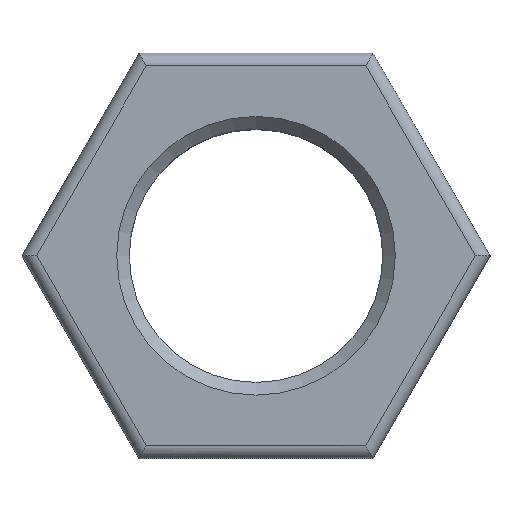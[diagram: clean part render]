
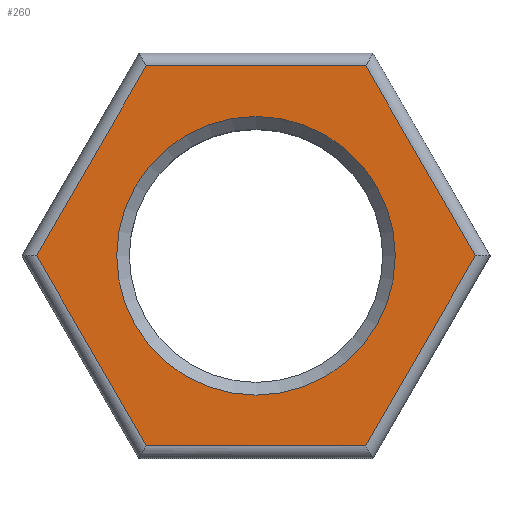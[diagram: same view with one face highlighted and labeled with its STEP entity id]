
A CAD part, top view. The second image highlights one B-rep face of the part: STEP entity #260.
In plain terms, the highlighted planar face has unit normal (0, 0, 1).
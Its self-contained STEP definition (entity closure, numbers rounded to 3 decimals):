
#173=CARTESIAN_POINT('',(-2.75,0.,5.));
#174=VERTEX_POINT('',#173);
#181=CARTESIAN_POINT('',(2.75,0.,5.));
#182=VERTEX_POINT('',#181);
#183=CARTESIAN_POINT('',(0.,0.,5.));
#184=DIRECTION('',(1.,0.,0.));
#185=DIRECTION('',(0.,0.,1.));
#186=AXIS2_PLACEMENT_3D('',#183,#185,#184);
#187=CIRCLE('',#186,2.75);
#188=EDGE_CURVE('',#182,#174,#187,.T.);
#190=CARTESIAN_POINT('',(0.,0.,5.));
#191=DIRECTION('',(-1.,0.,0.));
#192=DIRECTION('',(-0.,0.,1.));
#193=AXIS2_PLACEMENT_3D('',#190,#192,#191);
#194=CIRCLE('',#193,2.75);
#195=EDGE_CURVE('',#174,#182,#194,.T.);
#201=CARTESIAN_POINT('',(0.,0.,5.));
#202=DIRECTION('',(1.,0.,0.));
#203=DIRECTION('',(0.,0.,1.));
#204=AXIS2_PLACEMENT_3D('',#201,#203,#202);
#205=PLANE('',#204);
#206=CARTESIAN_POINT('',(-2.165,-3.75,5.));
#207=VERTEX_POINT('',#206);
#208=CARTESIAN_POINT('',(2.165,-3.75,5.));
#209=VERTEX_POINT('',#208);
#210=CARTESIAN_POINT('',(-2.165,-3.75,5.));
#211=DIRECTION('',(1.,0.,0.));
#212=VECTOR('',#211,4.33);
#213=LINE('',#210,#212);
#214=EDGE_CURVE('',#207,#209,#213,.T.);
#215=ORIENTED_EDGE('E18',*,*,#214,.T.);
#216=CARTESIAN_POINT('',(4.33,0.,5.));
#217=VERTEX_POINT('',#216);
#218=CARTESIAN_POINT('',(2.165,-3.75,5.));
#219=DIRECTION('',(0.5,0.866,0.));
#220=VECTOR('',#219,4.33);
#221=LINE('',#218,#220);
#222=EDGE_CURVE('',#209,#217,#221,.T.);
#223=ORIENTED_EDGE('E19',*,*,#222,.T.);
#224=CARTESIAN_POINT('',(2.165,3.75,5.));
#225=VERTEX_POINT('',#224);
#226=CARTESIAN_POINT('',(4.33,0.,5.));
#227=DIRECTION('',(-0.5,0.866,0.));
#228=VECTOR('',#227,4.33);
#229=LINE('',#226,#228);
#230=EDGE_CURVE('',#217,#225,#229,.T.);
#231=ORIENTED_EDGE('E20',*,*,#230,.T.);
#232=CARTESIAN_POINT('',(-2.165,3.75,5.));
#233=VERTEX_POINT('',#232);
#234=CARTESIAN_POINT('',(2.165,3.75,5.));
#235=DIRECTION('',(-1.,0.,0.));
#236=VECTOR('',#235,4.33);
#237=LINE('',#234,#236);
#238=EDGE_CURVE('',#225,#233,#237,.T.);
#239=ORIENTED_EDGE('E21',*,*,#238,.T.);
#240=CARTESIAN_POINT('',(-4.33,0.,5.));
#241=VERTEX_POINT('',#240);
#242=CARTESIAN_POINT('',(-2.165,3.75,5.));
#243=DIRECTION('',(-0.5,-0.866,0.));
#244=VECTOR('',#243,4.33);
#245=LINE('',#242,#244);
#246=EDGE_CURVE('',#233,#241,#245,.T.);
#247=ORIENTED_EDGE('E22',*,*,#246,.T.);
#248=CARTESIAN_POINT('',(-4.33,0.,5.));
#249=DIRECTION('',(0.5,-0.866,0.));
#250=VECTOR('',#249,4.33);
#251=LINE('',#248,#250);
#252=EDGE_CURVE('',#241,#207,#251,.T.);
#253=ORIENTED_EDGE('E23',*,*,#252,.T.);
#254=EDGE_LOOP('',(#215,#223,#231,#239,#247,#253));
#255=FACE_OUTER_BOUND('',#254,.T.);
#256=ORIENTED_EDGE('',*,*,#195,.F.);
#257=ORIENTED_EDGE('',*,*,#188,.F.);
#258=EDGE_LOOP('',(#256,#257));
#259=FACE_BOUND('',#258,.T.);
#260=ADVANCED_FACE('F5',(#255,#259),#205,.T.);
